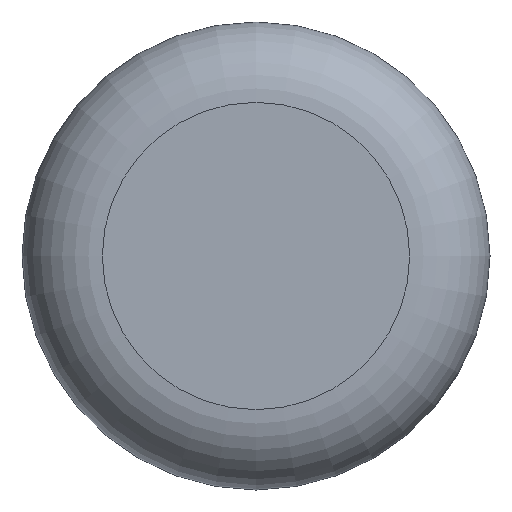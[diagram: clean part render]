
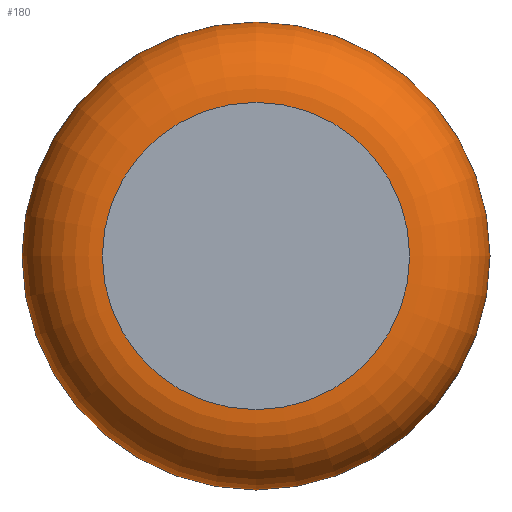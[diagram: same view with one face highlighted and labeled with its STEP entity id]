
A CAD part, front view. The second image highlights one B-rep face of the part: STEP entity #180.
In plain terms, the highlighted toroidal (fillet/blend) face has major radius 6.075 mm and minor radius 3.175 mm.
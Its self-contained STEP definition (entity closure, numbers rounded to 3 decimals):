
#40=FACE_OUTER_BOUND('',#54,.T.);
#54=EDGE_LOOP('',(#158,#159,#160,#161));
#74=CIRCLE('',#224,9.25);
#75=CIRCLE('',#226,6.075);
#76=CIRCLE('',#227,3.175);
#89=VERTEX_POINT('',#370);
#90=VERTEX_POINT('',#374);
#111=EDGE_CURVE('',#89,#89,#74,.T.);
#113=EDGE_CURVE('',#90,#90,#75,.T.);
#114=EDGE_CURVE('',#90,#89,#76,.T.);
#158=ORIENTED_EDGE('',*,*,#113,.T.);
#159=ORIENTED_EDGE('',*,*,#114,.T.);
#160=ORIENTED_EDGE('',*,*,#111,.T.);
#161=ORIENTED_EDGE('',*,*,#114,.F.);
#168=TOROIDAL_SURFACE('',#225,6.075,3.175);
#180=ADVANCED_FACE('',(#40),#168,.T.);
#224=AXIS2_PLACEMENT_3D('',#371,#289,#290);
#225=AXIS2_PLACEMENT_3D('',#373,#292,#293);
#226=AXIS2_PLACEMENT_3D('',#375,#294,#295);
#227=AXIS2_PLACEMENT_3D('',#376,#296,#297);
#289=DIRECTION('center_axis',(0.,-1.,0.));
#290=DIRECTION('ref_axis',(0.,0.,1.));
#292=DIRECTION('center_axis',(0.,-1.,0.));
#293=DIRECTION('ref_axis',(0.,0.,-1.));
#294=DIRECTION('center_axis',(0.,1.,0.));
#295=DIRECTION('ref_axis',(0.,0.,1.));
#296=DIRECTION('center_axis',(-1.,0.,0.));
#297=DIRECTION('ref_axis',(0.,0.,1.));
#370=CARTESIAN_POINT('',(0.,3.175,9.25));
#371=CARTESIAN_POINT('Origin',(0.,3.175,0.));
#373=CARTESIAN_POINT('Origin',(0.,3.175,0.));
#374=CARTESIAN_POINT('',(0.,0.,6.075));
#375=CARTESIAN_POINT('Origin',(0.,0.,0.));
#376=CARTESIAN_POINT('Origin',(0.,3.175,6.075));
